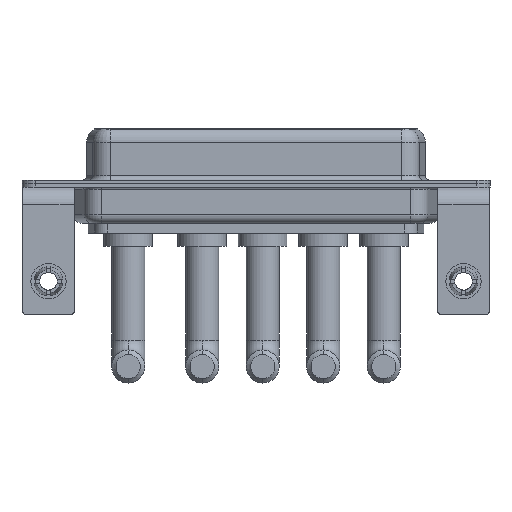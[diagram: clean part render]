
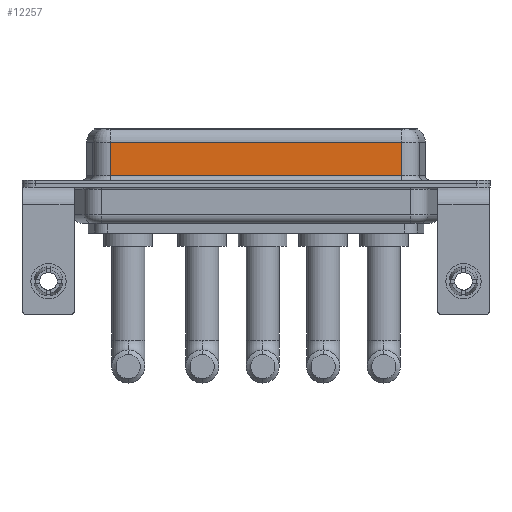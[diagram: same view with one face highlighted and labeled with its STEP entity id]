
A CAD part, front view. The second image highlights one B-rep face of the part: STEP entity #12257.
In plain terms, the highlighted planar face has unit normal (0, -1, 0).
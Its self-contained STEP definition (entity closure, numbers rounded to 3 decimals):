
#547 = VERTEX_POINT ( 'NONE', #7559 ) ;
#573 = DIRECTION ( 'NONE',  ( 0., 0., 1. ) ) ;
#1300 = ORIENTED_EDGE ( 'NONE', *, *, #8354, .T. ) ;
#1620 = EDGE_CURVE ( 'NONE', #13249, #4900, #3780, .T. ) ;
#1999 = VECTOR ( 'NONE', #10259, 1000. ) ;
#2038 = LINE ( 'NONE', #4562, #3615 ) ;
#2194 = DIRECTION ( 'NONE',  ( 0., 0., -1. ) ) ;
#2504 = CARTESIAN_POINT ( 'NONE',  ( 7.013, -3.95, 4.65 ) ) ;
#2774 = ORIENTED_EDGE ( 'NONE', *, *, #8291, .F. ) ;
#2859 = FACE_OUTER_BOUND ( 'NONE', #9539, .T. ) ;
#3359 = AXIS2_PLACEMENT_3D ( 'NONE', #10823, #4937, #573 ) ;
#3421 = CARTESIAN_POINT ( 'NONE',  ( 7.013, -3.95, 6.4 ) ) ;
#3615 = VECTOR ( 'NONE', #11470, 1000. ) ;
#3778 = EDGE_CURVE ( 'NONE', #13746, #547, #2038, .T. ) ;
#3780 = LINE ( 'NONE', #8468, #14883 ) ;
#4562 = CARTESIAN_POINT ( 'NONE',  ( 40.037, -3.95, 0.9 ) ) ;
#4763 = ORIENTED_EDGE ( 'NONE', *, *, #3778, .T. ) ;
#4900 = VERTEX_POINT ( 'NONE', #2504 ) ;
#4937 = DIRECTION ( 'NONE',  ( 0., 1., 0. ) ) ;
#5159 = PLANE ( 'NONE',  #3359 ) ;
#5583 = CARTESIAN_POINT ( 'NONE',  ( 40.037, -3.95, 6.4 ) ) ;
#7461 = DIRECTION ( 'NONE',  ( -1., 0., 0. ) ) ;
#7559 = CARTESIAN_POINT ( 'NONE',  ( 40.037, -3.95, 0.9 ) ) ;
#8123 = VECTOR ( 'NONE', #2194, 1000. ) ;
#8291 = EDGE_CURVE ( 'NONE', #13249, #547, #14685, .T. ) ;
#8354 = EDGE_CURVE ( 'NONE', #4900, #13746, #12918, .T. ) ;
#8468 = CARTESIAN_POINT ( 'NONE',  ( 40.037, -3.95, 4.65 ) ) ;
#9539 = EDGE_LOOP ( 'NONE', ( #2774, #11005, #1300, #4763 ) ) ;
#10259 = DIRECTION ( 'NONE',  ( 0., 0., -1. ) ) ;
#10823 = CARTESIAN_POINT ( 'NONE',  ( 40.037, -3.95, 6.4 ) ) ;
#11005 = ORIENTED_EDGE ( 'NONE', *, *, #1620, .T. ) ;
#11248 = CARTESIAN_POINT ( 'NONE',  ( 7.013, -3.95, 0.9 ) ) ;
#11470 = DIRECTION ( 'NONE',  ( 1., 0., 0. ) ) ;
#12257 = ADVANCED_FACE ( 'NONE', ( #2859 ), #5159, .F. ) ;
#12918 = LINE ( 'NONE', #3421, #8123 ) ;
#13075 = CARTESIAN_POINT ( 'NONE',  ( 40.037, -3.95, 4.65 ) ) ;
#13249 = VERTEX_POINT ( 'NONE', #13075 ) ;
#13746 = VERTEX_POINT ( 'NONE', #11248 ) ;
#14685 = LINE ( 'NONE', #5583, #1999 ) ;
#14883 = VECTOR ( 'NONE', #7461, 1000. ) ;
